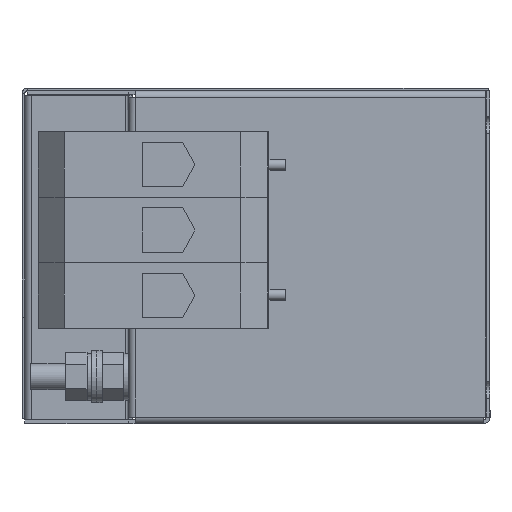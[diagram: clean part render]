
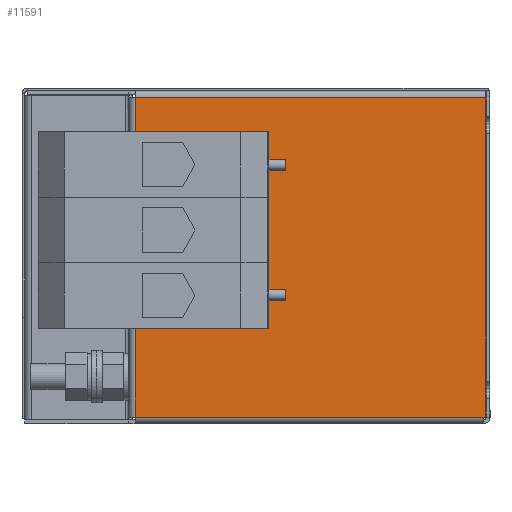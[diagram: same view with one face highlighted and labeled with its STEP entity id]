
A CAD part, left-side view. The second image highlights one B-rep face of the part: STEP entity #11591.
In plain terms, the highlighted planar face has unit normal (-1, 0, 0).
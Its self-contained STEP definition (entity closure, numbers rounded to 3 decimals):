
#64 = CARTESIAN_POINT ( 'NONE',  ( -175., 84.5, 0. ) ) ;
#450 = LINE ( 'NONE', #10524, #18230 ) ;
#514 = EDGE_CURVE ( 'Defeature ausgef�hrt2_61+Defeature ausgef�hrt2_6+Defeature ausgef�hrt2_362+Defeature ausgef�hrt2_58', #6831, #1057, #13216, .T. ) ;
#579 = LINE ( 'NONE', #15982, #15915 ) ;
#684 = CARTESIAN_POINT ( 'NONE',  ( -175., 84.5, 47.25 ) ) ;
#729 = CARTESIAN_POINT ( 'NONE',  ( -175., 1., -62.75 ) ) ;
#909 = ORIENTED_EDGE ( 'NONE', *, *, #1558, .T. ) ;
#1057 = VERTEX_POINT ( 'NONE', #16492 ) ;
#1393 = VERTEX_POINT ( 'NONE', #4909 ) ;
#1558 = EDGE_CURVE ( 'Defeature ausgef�hrt2_61+Defeature ausgef�hrt2_104+Defeature ausgef�hrt2_60+Defeature ausgef�hrt2_74', #14705, #18013, #10876, .T. ) ;
#1967 = LINE ( 'NONE', #8188, #18049 ) ;
#2055 = CARTESIAN_POINT ( 'NONE',  ( -175., 0.1, 60.25 ) ) ;
#2272 = VECTOR ( 'NONE', #11905, 1000. ) ;
#2279 = CARTESIAN_POINT ( 'NONE',  ( -175., 0.1, 60.25 ) ) ;
#2381 = VERTEX_POINT ( 'NONE', #18778 ) ;
#2503 = EDGE_CURVE ( 'Defeature ausgef�hrt2_58+Defeature ausgef�hrt2_61+Defeature ausgef�hrt2_56+Defeature ausgef�hrt2_57', #2381, #1057, #13485, .T. ) ;
#2530 = ORIENTED_EDGE ( 'NONE', *, *, #17598, .T. ) ;
#2531 = EDGE_CURVE ( 'Defeature ausgef�hrt2_61+Defeature ausgef�hrt2_358+Defeature ausgef�hrt2_360+Defeature ausgef�hrt2_356', #6417, #16004, #579, .T. ) ;
#2854 = ORIENTED_EDGE ( 'NONE', *, *, #6236, .T. ) ;
#3312 = CARTESIAN_POINT ( 'NONE',  ( -175., 83.5, 0. ) ) ;
#3487 = CARTESIAN_POINT ( 'NONE',  ( -175., 84.5, 47.049 ) ) ;
#3590 = DIRECTION ( 'NONE',  ( 0., 0., 1. ) ) ;
#3605 = DIRECTION ( 'NONE',  ( 0., 1., 0. ) ) ;
#3945 = VECTOR ( 'NONE', #3590, 1000. ) ;
#3959 = CARTESIAN_POINT ( 'NONE',  ( -175., 0.1, 62.75 ) ) ;
#4158 = CARTESIAN_POINT ( 'NONE',  ( -175., 83.5, -28.75 ) ) ;
#4396 = EDGE_CURVE ( 'Defeature ausgef�hrt2_61+Defeature ausgef�hrt2_361+Defeature ausgef�hrt2_74+Defeature ausgef�hrt2_357', #20124, #7305, #14101, .T. ) ;
#4588 = DIRECTION ( 'NONE',  ( 0., 0., 1. ) ) ;
#4909 = CARTESIAN_POINT ( 'NONE',  ( -175., 0.1, -62.75 ) ) ;
#5142 = ORIENTED_EDGE ( 'NONE', *, *, #18453, .T. ) ;
#5218 = EDGE_CURVE ( 'Defeature ausgef�hrt2_362+Defeature ausgef�hrt2_61+Defeature ausgef�hrt2_6+Defeature ausgef�hrt2_356', #6831, #11907, #450, .T. ) ;
#5465 = ORIENTED_EDGE ( 'NONE', *, *, #4396, .T. ) ;
#5701 = VECTOR ( 'NONE', #8318, 1000. ) ;
#5763 = CARTESIAN_POINT ( 'NONE',  ( -175., 0., 0. ) ) ;
#6236 = EDGE_CURVE ( 'Defeature ausgef�hrt2_61+Defeature ausgef�hrt2_359+Defeature ausgef�hrt2_357+Defeature ausgef�hrt2_360', #12525, #16931, #17678, .T. ) ;
#6295 = ORIENTED_EDGE ( 'NONE', *, *, #10565, .T. ) ;
#6378 = VECTOR ( 'NONE', #4588, 1000. ) ;
#6417 = VERTEX_POINT ( 'NONE', #4158 ) ;
#6754 = CARTESIAN_POINT ( 'NONE',  ( -175., 137.5, -62.75 ) ) ;
#6831 = VERTEX_POINT ( 'NONE', #16303 ) ;
#6886 = LINE ( 'NONE', #3312, #3945 ) ;
#6998 = VECTOR ( 'NONE', #3605, 1000. ) ;
#7070 = EDGE_LOOP ( 'NONE', ( #2530, #5465, #8886, #2854, #16275, #16459, #6295, #8233, #19136, #16705, #12599, #5142, #909 ) ) ;
#7305 = VERTEX_POINT ( 'NONE', #3487 ) ;
#7431 = AXIS2_PLACEMENT_3D ( 'NONE', #5763, #19904, #8896 ) ;
#7800 = DIRECTION ( 'NONE',  ( 0., 0., 1. ) ) ;
#7890 = VECTOR ( 'NONE', #12973, 1000. ) ;
#8058 = LINE ( 'NONE', #729, #11455 ) ;
#8088 = EDGE_CURVE ( 'Defeature ausgef�hrt2_61+Defeature ausgef�hrt2_357+Defeature ausgef�hrt2_361+Defeature ausgef�hrt2_359', #7305, #12525, #16601, .T. ) ;
#8188 = CARTESIAN_POINT ( 'NONE',  ( -175., 135., 60.25 ) ) ;
#8233 = ORIENTED_EDGE ( 'NONE', *, *, #5218, .F. ) ;
#8318 = DIRECTION ( 'NONE',  ( 0., 1., 0. ) ) ;
#8324 = DIRECTION ( 'NONE',  ( 0., 0., -1. ) ) ;
#8728 = VECTOR ( 'NONE', #8789, 1000. ) ;
#8789 = DIRECTION ( 'NONE',  ( 0., -1., 0. ) ) ;
#8886 = ORIENTED_EDGE ( 'NONE', *, *, #8088, .T. ) ;
#8896 = DIRECTION ( 'NONE',  ( 0., 0., -1. ) ) ;
#9708 = CARTESIAN_POINT ( 'NONE',  ( -175., 135., 60.25 ) ) ;
#9810 = CARTESIAN_POINT ( 'NONE',  ( -175., 84.5, -28.551 ) ) ;
#10524 = CARTESIAN_POINT ( 'NONE',  ( -175., 0.002, -28.558 ) ) ;
#10542 = CARTESIAN_POINT ( 'NONE',  ( -175., -0.004, 47.042 ) ) ;
#10565 = EDGE_CURVE ( 'Defeature ausgef�hrt2_61+Defeature ausgef�hrt2_356+Defeature ausgef�hrt2_358+Defeature ausgef�hrt2_362', #16004, #11907, #13331, .T. ) ;
#10876 = LINE ( 'NONE', #2055, #6998 ) ;
#11283 = FACE_OUTER_BOUND ( 'NONE', #7070, .T. ) ;
#11429 = DIRECTION ( 'NONE',  ( 0., 1., 0. ) ) ;
#11455 = VECTOR ( 'NONE', #18017, 1000. ) ;
#11542 = CARTESIAN_POINT ( 'NONE',  ( -175., 135., 60.25 ) ) ;
#11591 = ADVANCED_FACE ( 'Defeature ausgef�hrt2_61', ( #11283 ), #15082, .F. ) ;
#11905 = DIRECTION ( 'NONE',  ( 0., 0., 1. ) ) ;
#11907 = VERTEX_POINT ( 'NONE', #9810 ) ;
#12298 = VECTOR ( 'NONE', #17571, 1000. ) ;
#12525 = VERTEX_POINT ( 'NONE', #684 ) ;
#12599 = ORIENTED_EDGE ( 'NONE', *, *, #19412, .T. ) ;
#12973 = DIRECTION ( 'NONE',  ( 0., 0., -1. ) ) ;
#12992 = CARTESIAN_POINT ( 'NONE',  ( -175., 0., 47.25 ) ) ;
#13216 = LINE ( 'NONE', #11542, #7890 ) ;
#13331 = LINE ( 'NONE', #64, #19183 ) ;
#13485 = LINE ( 'NONE', #6754, #5701 ) ;
#13925 = CARTESIAN_POINT ( 'NONE',  ( -175., 83.5, 47.25 ) ) ;
#14101 = LINE ( 'NONE', #10542, #8728 ) ;
#14705 = VERTEX_POINT ( 'NONE', #2279 ) ;
#15082 = PLANE ( 'NONE',  #7431 ) ;
#15149 = DIRECTION ( 'NONE',  ( 0., -1., 0. ) ) ;
#15915 = VECTOR ( 'NONE', #11429, 1000. ) ;
#15982 = CARTESIAN_POINT ( 'NONE',  ( -175., 0., -28.75 ) ) ;
#16004 = VERTEX_POINT ( 'NONE', #19226 ) ;
#16275 = ORIENTED_EDGE ( 'NONE', *, *, #18790, .F. ) ;
#16303 = CARTESIAN_POINT ( 'NONE',  ( -175., 135., -28.547 ) ) ;
#16459 = ORIENTED_EDGE ( 'NONE', *, *, #2531, .T. ) ;
#16492 = CARTESIAN_POINT ( 'NONE',  ( -175., 135., -62.75 ) ) ;
#16601 = LINE ( 'NONE', #18557, #6378 ) ;
#16705 = ORIENTED_EDGE ( 'NONE', *, *, #2503, .F. ) ;
#16931 = VERTEX_POINT ( 'NONE', #13925 ) ;
#17124 = LINE ( 'NONE', #3959, #2272 ) ;
#17571 = DIRECTION ( 'NONE',  ( 0., -1., 0. ) ) ;
#17598 = EDGE_CURVE ( 'Defeature ausgef�hrt2_61+Defeature ausgef�hrt2_74+Defeature ausgef�hrt2_104+Defeature ausgef�hrt2_361', #18013, #20124, #1967, .T. ) ;
#17678 = LINE ( 'NONE', #12992, #12298 ) ;
#18013 = VERTEX_POINT ( 'NONE', #9708 ) ;
#18017 = DIRECTION ( 'NONE',  ( 0., -1., 0. ) ) ;
#18049 = VECTOR ( 'NONE', #8324, 1000. ) ;
#18230 = VECTOR ( 'NONE', #15149, 1000. ) ;
#18453 = EDGE_CURVE ( 'Defeature ausgef�hrt2_61+Defeature ausgef�hrt2_60+Defeature ausgef�hrt2_62+Defeature ausgef�hrt2_104', #1393, #14705, #17124, .T. ) ;
#18557 = CARTESIAN_POINT ( 'NONE',  ( -175., 84.5, 0. ) ) ;
#18778 = CARTESIAN_POINT ( 'NONE',  ( -175., 1., -62.75 ) ) ;
#18790 = EDGE_CURVE ( 'Defeature ausgef�hrt2_360+Defeature ausgef�hrt2_61+Defeature ausgef�hrt2_358+Defeature ausgef�hrt2_359', #6417, #16931, #6886, .T. ) ;
#19136 = ORIENTED_EDGE ( 'NONE', *, *, #514, .T. ) ;
#19183 = VECTOR ( 'NONE', #7800, 1000. ) ;
#19226 = CARTESIAN_POINT ( 'NONE',  ( -175., 84.5, -28.75 ) ) ;
#19412 = EDGE_CURVE ( 'Defeature ausgef�hrt2_61+Defeature ausgef�hrt2_62+Defeature ausgef�hrt2_58+Defeature ausgef�hrt2_60', #2381, #1393, #8058, .T. ) ;
#19672 = CARTESIAN_POINT ( 'NONE',  ( -175., 135., 47.053 ) ) ;
#19904 = DIRECTION ( 'NONE',  ( 1., 0., 0. ) ) ;
#20124 = VERTEX_POINT ( 'NONE', #19672 ) ;
